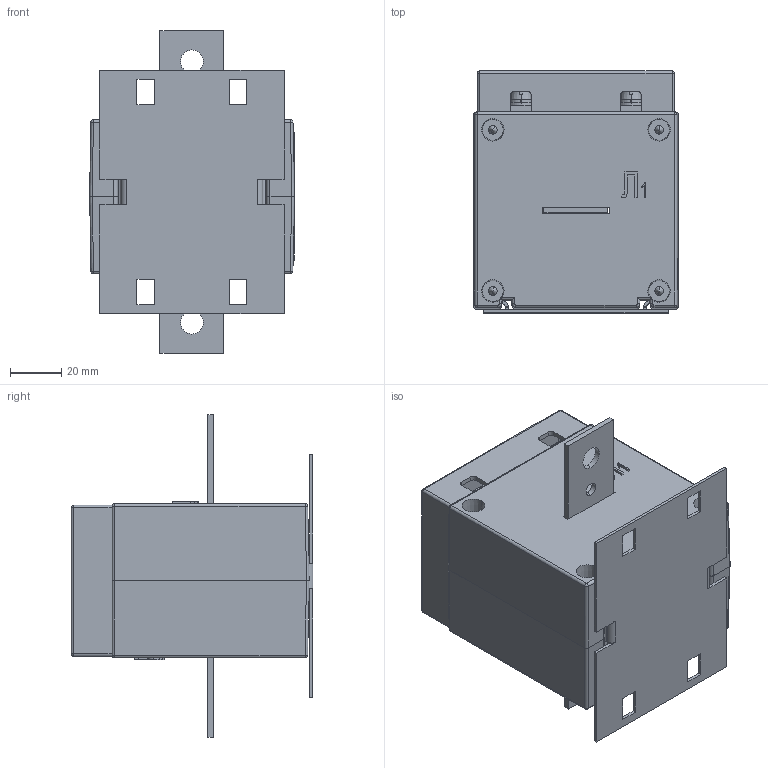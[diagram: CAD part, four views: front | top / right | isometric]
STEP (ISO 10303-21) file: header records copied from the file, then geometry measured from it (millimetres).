
FILE_DESCRIPTION (( 'STEP AP214' ), '1' );
FILE_NAME ('ﾒ-0,66-1.1.STEP', '2023-07-26T08:49:54', ( '' ), ( '' ), 'SwSTEP 2.0', 'SolidWorks 2014', '' );
FILE_SCHEMA (( 'AUTOMOTIVE_DESIGN' ));
Length unit declared in the file: millimetre
Products named in the file (45): curved spring lock washer_din; ÂÅÈÓ.686171.023 Ïîëóêîðïóñ Ë1; slotted cheese head screw_din_ISO 1207 - M5 x 10 --- 10N; plain washer hardened grade a_din; ÂÅÈÓ.686171.024 Ïîëóêîðïóñ Ë2; curved spring lock washer_din_Spring washer DIN 128 - A5; ÂÅÈÓ.757249.004 Ïëàñòèíà êîíòàêòíàÿ; 屡扔.711214.003 噪囗弼; plain washer hardened grade a_din_Washer DIN 125 - A 5.3 - 300HV; slotted cheese head screw_din; 屡扔.757461.018 袜觐礤黜桕; 屡扔.741134.005 想囗赅; ÂÅÈÓ.323293.013 Êðûøêà çàùèòíàÿ; sheet metal screws_din 2; ÂÅÈÓ.754312.152 Òàáëè÷êà ïðåäñòàâèòåëüíàÿ; ﾒ-0,66-1.1; 屡扔.754312.158 亦犭梓赅; hex nut style 1 gradeab_din; 屡扔.711214.003 噪囗弼_-01; 屡扔.757461.018 袜觐礤黜桕_-02; ÂÅÈÓ.323293.013 Êðûøêà çàùèòíàÿ_-01; sheet metal screws_din 2_Tapping screw DIN 7049-ST3.5x22-C-H-N; slotted cheese head screw_din_ISO 1207 - M4 x 8 --- 8N; hex nut style 1 gradeab_din_Hexagon Nut ISO 4032 - M4 - D - N
Assembly tree (29 placements, depth 2):
  curved spring lock washer_din
  ÂÅÈÓ.686171.023 Ïîëóêîðïóñ Ë1
  plain washer hardened grade a_din
  ÂÅÈÓ.686171.024 Ïîëóêîðïóñ Ë2
  ÂÅÈÓ.757249.004 Ïëàñòèíà êîíòàêòíàÿ
Bounding box: 80.05 x 94.5 x 126 mm (x, y, z)
Volume: 121286.3 mm3; surface area: 120378.4 mm2
Topology: 29 solids, 29 shells, 1111 faces, 2885 edges, 1838 vertices
Faces by surface type: plane 657, cylinder 259, cone 106, bspline 37, sphere 28, torus 24
Entity records: 29442 total; most frequent: CARTESIAN_POINT 7256, ORIENTED_EDGE 4494, DIRECTION 4243, EDGE_CURVE 2247, VECTOR 1495, LINE 1495, VERTEX_POINT 1439, AXIS2_PLACEMENT_3D 1374
